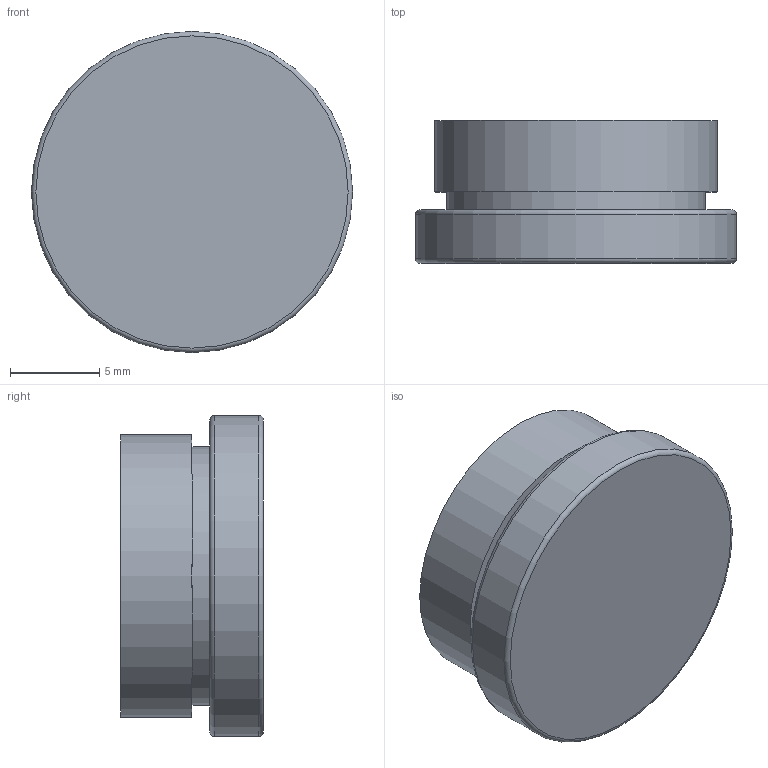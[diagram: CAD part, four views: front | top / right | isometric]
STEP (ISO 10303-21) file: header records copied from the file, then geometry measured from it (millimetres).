
FILE_DESCRIPTION(/* description */ (''),/* implementation_level */ '2;1');
FILE_NAME(/* name */ 'media_cap.step',/* time_stamp */ '2022-01-08T17:56:51+01:00',/* author */ (''),/* organization */ (''),/* preprocessor_version */ 'ST-DEVELOPER v18.1',/* originating_system */ 'Autodesk Translation Framework v10.10.0.1391',/* authorisation */ '');
FILE_SCHEMA (('AUTOMOTIVE_DESIGN { 1 0 10303 214 3 1 1 }'));
Length unit declared in the file: millimetre
Products named in the file (1): Media Cap
Bounding box: 18 x 8 x 18 mm (x, y, z)
Volume: 1052.6 mm3; surface area: 1179.7 mm2
Topology: 1 solids, 1 shells, 11 faces, 18 edges, 12 vertices
Faces by surface type: plane 5, cylinder 4, torus 2
Full cylindrical faces by diameter (mm): 13 x1, 14.5 x1, 15.85 x1, 18 x1
Entity records: 299 total; most frequent: DIRECTION 56, CARTESIAN_POINT 42, ORIENTED_EDGE 36, AXIS2_PLACEMENT_3D 26, EDGE_CURVE 18, EDGE_LOOP 14, CIRCLE 14, VERTEX_POINT 12
